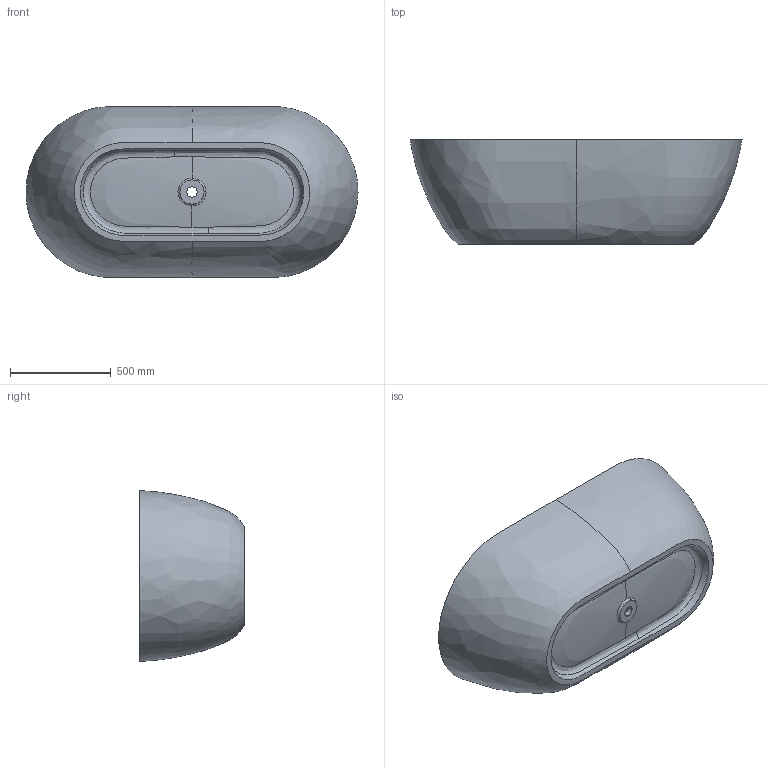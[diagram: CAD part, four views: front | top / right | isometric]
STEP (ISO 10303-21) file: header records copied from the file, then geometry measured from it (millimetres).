
FILE_DESCRIPTION (( 'STEP AP214' ), '1' );
FILE_NAME ('Alb-21620.STEP', '2018-09-20T09:30:30', ( 'User' ), ( '' ), 'SwSTEP 2.0', 'SolidWorks 2017', '' );
FILE_SCHEMA (( 'AUTOMOTIVE_DESIGN' ));
Length unit declared in the file: millimetre
Products named in the file (2): Alb-21620
Bounding box: 1649.98 x 520 x 850 mm (x, y, z)
Volume: 104284171.8 mm3; surface area: 5105683.1 mm2
Topology: 1 solids, 1 shells, 30 faces, 80 edges, 52 vertices
Faces by surface type: bspline 16, cone 4, torus 4, cylinder 4, plane 2
Entity records: 16355 total; most frequent: CARTESIAN_POINT 15686, ORIENTED_EDGE 160, DIRECTION 84, EDGE_CURVE 80, VERTEX_POINT 52, B_SPLINE_CURVE_WITH_KNOTS 50, AXIS2_PLACEMENT_3D 38, EDGE_LOOP 32
